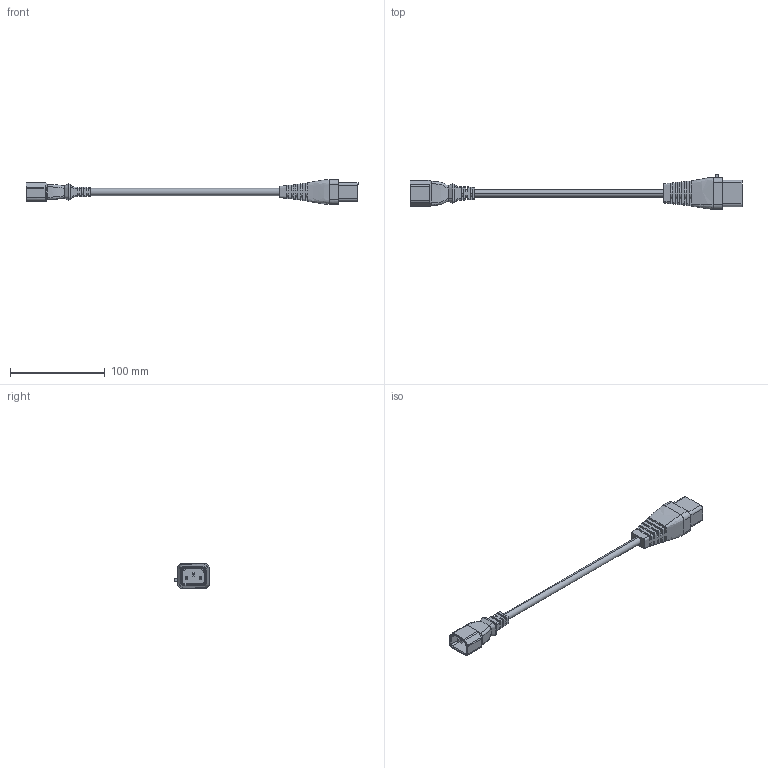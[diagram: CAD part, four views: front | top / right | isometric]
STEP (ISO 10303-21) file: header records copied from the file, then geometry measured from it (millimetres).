
FILE_DESCRIPTION (( 'STEP AP203' ), '1' );
FILE_NAME ('C19LC14-15_3D.STEP', '2022-09-22T15:43:05', ( '' ), ( '' ), 'SwSTEP 2.0', 'SolidWorks 2021', '' );
FILE_SCHEMA (( 'CONFIG_CONTROL_DESIGN' ));
Length unit declared in the file: inch
Products named in the file (4): SJT3x17_H05VVF3G1.0mm²_CORDAGE; EN60320 C14 Black; EN60320-C19 LOCKING PWR PLUG; C19LC14-15_3D
Assembly tree (3 placements, depth 2):
  C19LC14-15_3D
    EN60320 C14 Black
    EN60320-C19 LOCKING PWR PLUG
    SJT3x17_H05VVF3G1.0mm²_CORDAGE
Bounding box: 350.82 x 36.45 x 26.3 mm (x, y, z)
Volume: 67330.4 mm3; surface area: 28151.3 mm2
Topology: 4 solids, 4 shells, 349 faces, 943 edges, 612 vertices
Faces by surface type: plane 218, cylinder 62, bspline 57, torus 12
Entity records: 18375 total; most frequent: CARTESIAN_POINT 9851, ORIENTED_EDGE 1886, DIRECTION 1382, EDGE_CURVE 943, VERTEX_POINT 612, VECTOR 490, LINE 490, AXIS2_PLACEMENT_3D 446
